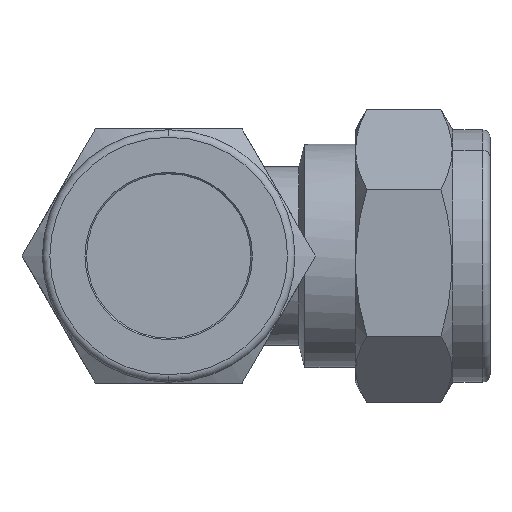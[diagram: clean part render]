
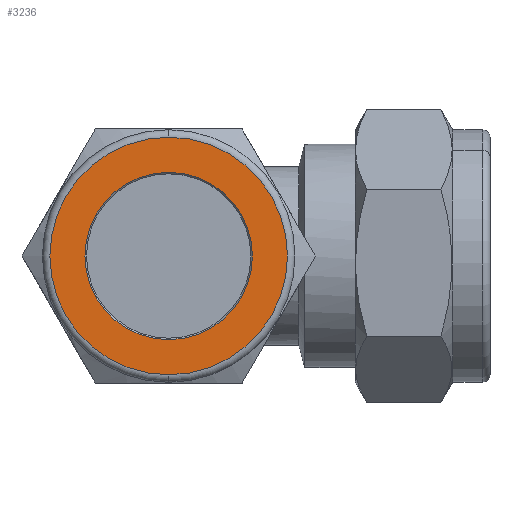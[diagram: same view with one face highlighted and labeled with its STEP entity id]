
A CAD part, left-side view. The second image highlights one B-rep face of the part: STEP entity #3236.
In plain terms, the highlighted planar face has unit normal (-1, 0, 0).
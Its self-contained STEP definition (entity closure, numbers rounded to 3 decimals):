
#105 = CARTESIAN_POINT ( 'NONE',  ( -43., 0., 0. ) ) ;
#106 = DIRECTION ( 'NONE',  ( -1., 0., 0. ) ) ;
#107 = DIRECTION ( 'NONE',  ( 0., 0., 1. ) ) ;
#118 = CARTESIAN_POINT ( 'NONE',  ( -43., 0., 0. ) ) ;
#119 = DIRECTION ( 'NONE',  ( 1., 0., 0. ) ) ;
#120 = DIRECTION ( 'NONE',  ( 0., 0., -1. ) ) ;
#986 = EDGE_LOOP ( 'NONE', ( #2353, #2354 ) ) ;
#995 = EDGE_LOOP ( 'NONE', ( #2351, #2352 ) ) ;
#1364 = CARTESIAN_POINT ( 'NONE',  ( -43., 0., 0. ) ) ;
#1365 = DIRECTION ( 'NONE',  ( -1., 0., 0. ) ) ;
#1366 = DIRECTION ( 'NONE',  ( 0., 0., 1. ) ) ;
#1369 = CARTESIAN_POINT ( 'NONE',  ( -43., 0., 0. ) ) ;
#1370 = DIRECTION ( 'NONE',  ( 1., 0., 0. ) ) ;
#1371 = DIRECTION ( 'NONE',  ( 0., 0., -1. ) ) ;
#1899 = FACE_OUTER_BOUND ( 'NONE', #995, .T. ) ;
#1901 = FACE_BOUND ( 'NONE', #986, .T. ) ;
#2081 = AXIS2_PLACEMENT_3D ( 'NONE', #3134, #3133, #3138 ) ;
#2135 = AXIS2_PLACEMENT_3D ( 'NONE', #1364, #1365, #1366 ) ;
#2136 = AXIS2_PLACEMENT_3D ( 'NONE', #1369, #1370, #1371 ) ;
#2267 = VERTEX_POINT ( 'NONE', #2523 ) ;
#2268 = VERTEX_POINT ( 'NONE', #2524 ) ;
#2301 = VERTEX_POINT ( 'NONE', #2557 ) ;
#2306 = VERTEX_POINT ( 'NONE', #2562 ) ;
#2351 = ORIENTED_EDGE ( 'NONE', *, *, #3493, .T. ) ;
#2352 = ORIENTED_EDGE ( 'NONE', *, *, #3398, .T. ) ;
#2353 = ORIENTED_EDGE ( 'NONE', *, *, #3499, .T. ) ;
#2354 = ORIENTED_EDGE ( 'NONE', *, *, #3399, .T. ) ;
#2523 = CARTESIAN_POINT ( 'NONE',  ( -43., 0., -15.9 ) ) ;
#2524 = CARTESIAN_POINT ( 'NONE',  ( -43., 0., 15.9 ) ) ;
#2557 = CARTESIAN_POINT ( 'NONE',  ( -43., 0., 11.2 ) ) ;
#2562 = CARTESIAN_POINT ( 'NONE',  ( -43., 0., -11.2 ) ) ;
#2846 = CIRCLE ( 'NONE', #2135, 15.9 ) ;
#2847 = CIRCLE ( 'NONE', #2136, 11.2 ) ;
#2944 = CIRCLE ( 'NONE', #3547, 15.9 ) ;
#2953 = CIRCLE ( 'NONE', #3549, 11.2 ) ;
#3133 = DIRECTION ( 'NONE',  ( -1., 0., 0. ) ) ;
#3134 = CARTESIAN_POINT ( 'NONE',  ( -43., 16.9, 0. ) ) ;
#3136 = PLANE ( 'NONE',  #2081 ) ;
#3138 = DIRECTION ( 'NONE',  ( 0., 0., 1. ) ) ;
#3236 = ADVANCED_FACE ( 'NONE', ( #1899, #1901 ), #3136, .T. ) ;
#3398 = EDGE_CURVE ( 'NONE', #2267, #2268, #2846, .T. ) ;
#3399 = EDGE_CURVE ( 'NONE', #2306, #2301, #2847, .T. ) ;
#3493 = EDGE_CURVE ( 'NONE', #2268, #2267, #2944, .T. ) ;
#3499 = EDGE_CURVE ( 'NONE', #2301, #2306, #2953, .T. ) ;
#3547 = AXIS2_PLACEMENT_3D ( 'NONE', #105, #106, #107 ) ;
#3549 = AXIS2_PLACEMENT_3D ( 'NONE', #118, #119, #120 ) ;
